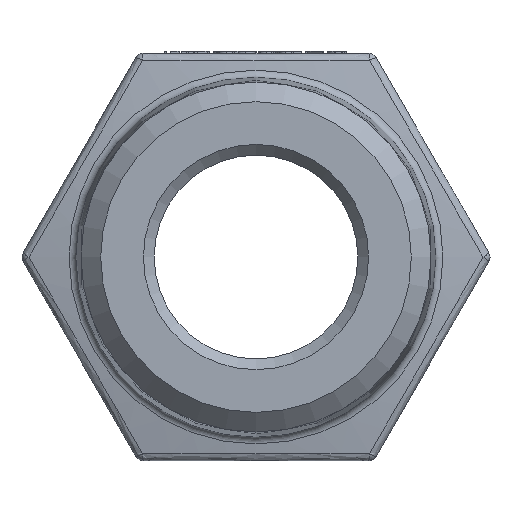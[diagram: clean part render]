
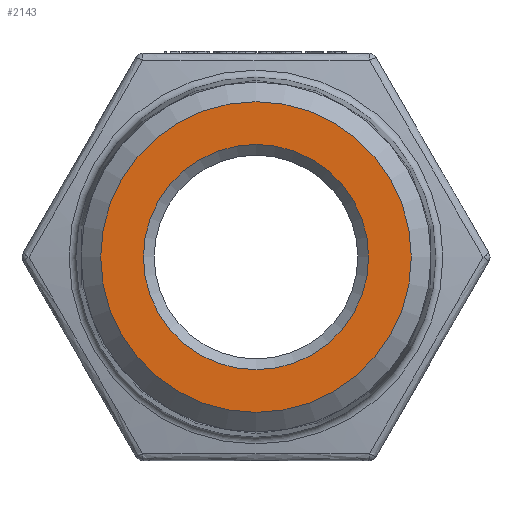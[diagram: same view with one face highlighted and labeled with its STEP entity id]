
A CAD part, left-side view. The second image highlights one B-rep face of the part: STEP entity #2143.
In plain terms, the highlighted planar face has unit normal (-1, 0, 0).
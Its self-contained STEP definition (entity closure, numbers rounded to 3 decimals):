
#22 = ORIENTED_EDGE ( 'NONE', *, *, #7883, .T. ) ;
#2143 = ADVANCED_FACE ( 'NONE', ( #3966, #3967 ), #5314, .F. ) ;
#3966 = FACE_OUTER_BOUND ( 'NONE', #5619, .T. ) ;
#3967 = FACE_BOUND ( 'NONE', #5133, .T. ) ;
#5133 = EDGE_LOOP ( 'NONE', ( #9400 ) ) ;
#5314 = PLANE ( 'NONE',  #11532 ) ;
#5511 = CARTESIAN_POINT ( 'NONE',  ( -14., 8.13, 0. ) ) ;
#5520 = DIRECTION ( 'NONE',  ( 0., 0., -1. ) ) ;
#5523 = DIRECTION ( 'NONE',  ( 1., 0., 0. ) ) ;
#5619 = EDGE_LOOP ( 'NONE', ( #22 ) ) ;
#5998 = AXIS2_PLACEMENT_3D ( 'NONE', #8793, #8759, #8360 ) ;
#6745 = CIRCLE ( 'NONE', #7939, 5.25 ) ;
#7569 = EDGE_CURVE ( 'NONE', #8208, #8208, #6745, .T. ) ;
#7883 = EDGE_CURVE ( 'NONE', #8425, #8425, #8238, .T. ) ;
#7939 = AXIS2_PLACEMENT_3D ( 'NONE', #14239, #14240, #14241 ) ;
#8208 = VERTEX_POINT ( 'NONE', #8718 ) ;
#8238 = CIRCLE ( 'NONE', #5998, 7.242 ) ;
#8360 = DIRECTION ( 'NONE',  ( 0., 0., -1. ) ) ;
#8425 = VERTEX_POINT ( 'NONE', #8600 ) ;
#8600 = CARTESIAN_POINT ( 'NONE',  ( -14., 0., -7.242 ) ) ;
#8718 = CARTESIAN_POINT ( 'NONE',  ( -14., 0., -5.25 ) ) ;
#8759 = DIRECTION ( 'NONE',  ( -1., 0., 0. ) ) ;
#8793 = CARTESIAN_POINT ( 'NONE',  ( -14., 0., 0. ) ) ;
#9400 = ORIENTED_EDGE ( 'NONE', *, *, #7569, .T. ) ;
#11532 = AXIS2_PLACEMENT_3D ( 'NONE', #5511, #5523, #5520 ) ;
#14239 = CARTESIAN_POINT ( 'NONE',  ( -14., 0., 0. ) ) ;
#14240 = DIRECTION ( 'NONE',  ( 1., 0., 0. ) ) ;
#14241 = DIRECTION ( 'NONE',  ( 0., 0., -1. ) ) ;
